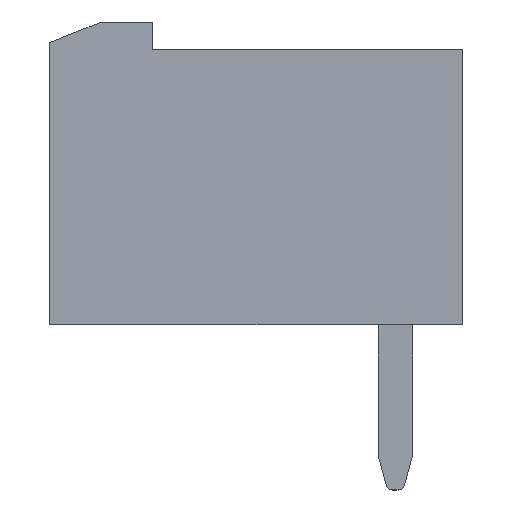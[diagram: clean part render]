
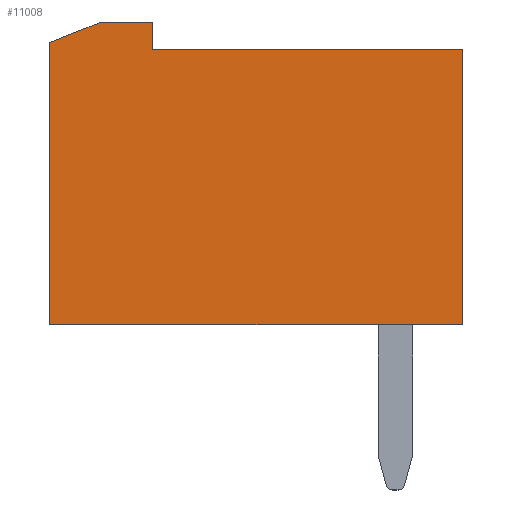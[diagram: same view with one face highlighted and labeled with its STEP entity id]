
A CAD part, left-side view. The second image highlights one B-rep face of the part: STEP entity #11008.
In plain terms, the highlighted planar face has unit normal (-1, 0, 0).
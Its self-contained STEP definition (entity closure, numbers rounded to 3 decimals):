
#18 = DIRECTION ( 'NONE',  ( -1., 0., 0. ) ) ;
#143 = EDGE_CURVE ( 'NONE', #11896, #9606, #6340, .T. ) ;
#267 = VERTEX_POINT ( 'NONE', #8825 ) ;
#469 = CARTESIAN_POINT ( 'NONE',  ( -0.705, 0., 0. ) ) ;
#557 = VERTEX_POINT ( 'NONE', #6179 ) ;
#616 = EDGE_CURVE ( 'NONE', #12835, #9332, #5213, .T. ) ;
#1138 = VECTOR ( 'NONE', #10090, 1000. ) ;
#1201 = LINE ( 'NONE', #10051, #1138 ) ;
#1659 = EDGE_CURVE ( 'NONE', #9606, #12835, #1967, .T. ) ;
#1934 = VECTOR ( 'NONE', #8501, 1000. ) ;
#1957 = EDGE_CURVE ( 'NONE', #267, #11896, #1201, .T. ) ;
#1967 = LINE ( 'NONE', #8435, #1934 ) ;
#2043 = CARTESIAN_POINT ( 'NONE',  ( -0.705, 10.5, 0.8 ) ) ;
#2081 = DIRECTION ( 'NONE',  ( 0., -1., 0. ) ) ;
#2418 = CARTESIAN_POINT ( 'NONE',  ( -0.705, 9.01, 0.8 ) ) ;
#3080 = LINE ( 'NONE', #9754, #10468 ) ;
#3423 = CARTESIAN_POINT ( 'NONE',  ( -0.705, 12., -8. ) ) ;
#4387 = PLANE ( 'NONE',  #9308 ) ;
#4466 = DIRECTION ( 'NONE',  ( 0., 0., 1. ) ) ;
#4493 = CARTESIAN_POINT ( 'NONE',  ( -0.705, 0., -8. ) ) ;
#4967 = VECTOR ( 'NONE', #5564, 1000. ) ;
#5213 = LINE ( 'NONE', #5535, #4967 ) ;
#5440 = CARTESIAN_POINT ( 'NONE',  ( -0.705, 0., 0. ) ) ;
#5535 = CARTESIAN_POINT ( 'NONE',  ( -0.705, 12., 0.2 ) ) ;
#5564 = DIRECTION ( 'NONE',  ( 0., 0., -1. ) ) ;
#5596 = EDGE_CURVE ( 'NONE', #557, #6323, #6569, .T. ) ;
#6179 = CARTESIAN_POINT ( 'NONE',  ( -0.705, 0., -8. ) ) ;
#6246 = VECTOR ( 'NONE', #4466, 1000. ) ;
#6323 = VERTEX_POINT ( 'NONE', #469 ) ;
#6327 = VECTOR ( 'NONE', #11732, 1000. ) ;
#6340 = LINE ( 'NONE', #11615, #6327 ) ;
#6569 = LINE ( 'NONE', #4493, #6246 ) ;
#6611 = LINE ( 'NONE', #10240, #11741 ) ;
#7527 = DIRECTION ( 'NONE',  ( 0., 0., 1. ) ) ;
#7535 = CARTESIAN_POINT ( 'NONE',  ( -0.705, 12., 0.2 ) ) ;
#7853 = EDGE_CURVE ( 'NONE', #6323, #267, #3080, .T. ) ;
#8435 = CARTESIAN_POINT ( 'NONE',  ( -0.705, 10.5, 0.8 ) ) ;
#8501 = DIRECTION ( 'NONE',  ( 0., 0.928, -0.371 ) ) ;
#8825 = CARTESIAN_POINT ( 'NONE',  ( -0.705, 9.01, 0. ) ) ;
#9308 = AXIS2_PLACEMENT_3D ( 'NONE', #5440, #18, #7527 ) ;
#9332 = VERTEX_POINT ( 'NONE', #3423 ) ;
#9606 = VERTEX_POINT ( 'NONE', #2043 ) ;
#9646 = EDGE_LOOP ( 'NONE', ( #10462, #10513, #10616, #10673, #10758, #10805, #10903 ) ) ;
#9754 = CARTESIAN_POINT ( 'NONE',  ( -0.705, 0., 0. ) ) ;
#9770 = DIRECTION ( 'NONE',  ( 0., 1., 0. ) ) ;
#10051 = CARTESIAN_POINT ( 'NONE',  ( -0.705, 9.01, 0. ) ) ;
#10090 = DIRECTION ( 'NONE',  ( 0., 0., 1. ) ) ;
#10240 = CARTESIAN_POINT ( 'NONE',  ( -0.705, 12., -8. ) ) ;
#10462 = ORIENTED_EDGE ( 'NONE', *, *, #616, .T. ) ;
#10468 = VECTOR ( 'NONE', #9770, 1000. ) ;
#10513 = ORIENTED_EDGE ( 'NONE', *, *, #12754, .T. ) ;
#10616 = ORIENTED_EDGE ( 'NONE', *, *, #5596, .T. ) ;
#10673 = ORIENTED_EDGE ( 'NONE', *, *, #7853, .T. ) ;
#10758 = ORIENTED_EDGE ( 'NONE', *, *, #1957, .T. ) ;
#10805 = ORIENTED_EDGE ( 'NONE', *, *, #143, .T. ) ;
#10903 = ORIENTED_EDGE ( 'NONE', *, *, #1659, .T. ) ;
#11008 = ADVANCED_FACE ( 'NONE', ( #12687 ), #4387, .T. ) ;
#11615 = CARTESIAN_POINT ( 'NONE',  ( -0.705, 9.01, 0.8 ) ) ;
#11732 = DIRECTION ( 'NONE',  ( 0., 1., 0. ) ) ;
#11741 = VECTOR ( 'NONE', #2081, 1000. ) ;
#11896 = VERTEX_POINT ( 'NONE', #2418 ) ;
#12687 = FACE_OUTER_BOUND ( 'NONE', #9646, .T. ) ;
#12754 = EDGE_CURVE ( 'NONE', #9332, #557, #6611, .T. ) ;
#12835 = VERTEX_POINT ( 'NONE', #7535 ) ;
